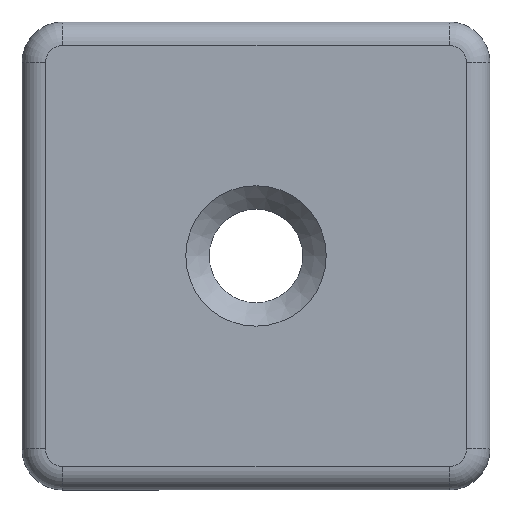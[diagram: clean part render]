
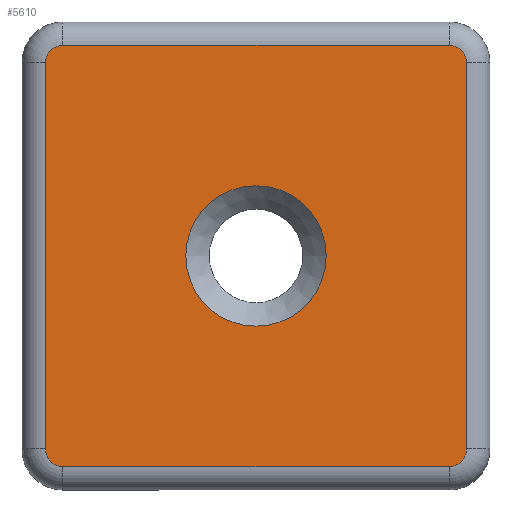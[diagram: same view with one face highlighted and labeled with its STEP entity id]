
A CAD part, top view. The second image highlights one B-rep face of the part: STEP entity #5610.
In plain terms, the highlighted planar face has unit normal (0, 0, 1).
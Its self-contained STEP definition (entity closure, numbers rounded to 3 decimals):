
#128 = CARTESIAN_POINT ( 'NONE',  ( 18., -16.5, 4. ) ) ;
#132 = ORIENTED_EDGE ( 'NONE', *, *, #1064, .T. ) ;
#308 = ORIENTED_EDGE ( 'NONE', *, *, #459, .T. ) ;
#329 = CIRCLE ( 'NONE', #6278, 1.5 ) ;
#459 = EDGE_CURVE ( 'NONE', #3598, #1972, #848, .T. ) ;
#598 = DIRECTION ( 'NONE',  ( 0., 0., 1. ) ) ;
#718 = AXIS2_PLACEMENT_3D ( 'NONE', #6350, #2326, #7019 ) ;
#722 = EDGE_CURVE ( 'NONE', #8652, #4242, #329, .T. ) ;
#824 = AXIS2_PLACEMENT_3D ( 'NONE', #3241, #7956, #3924 ) ;
#848 = CIRCLE ( 'NONE', #3747, 1.5 ) ;
#1064 = EDGE_CURVE ( 'NONE', #8117, #2633, #4946, .T. ) ;
#1125 = AXIS2_PLACEMENT_3D ( 'NONE', #4606, #598, #5293 ) ;
#1224 = PLANE ( 'NONE',  #8084 ) ;
#1274 = ORIENTED_EDGE ( 'NONE', *, *, #1622, .T. ) ;
#1296 = FACE_OUTER_BOUND ( 'NONE', #5960, .T. ) ;
#1387 = VERTEX_POINT ( 'NONE', #2297 ) ;
#1515 = VECTOR ( 'NONE', #1853, 1000. ) ;
#1555 = LINE ( 'NONE', #3613, #8505 ) ;
#1622 = EDGE_CURVE ( 'NONE', #3211, #8652, #1555, .T. ) ;
#1691 = DIRECTION ( 'NONE',  ( 0., 0., 1. ) ) ;
#1853 = DIRECTION ( 'NONE',  ( 0., 1., 0. ) ) ;
#1881 = ORIENTED_EDGE ( 'NONE', *, *, #4796, .T. ) ;
#1972 = VERTEX_POINT ( 'NONE', #128 ) ;
#2297 = CARTESIAN_POINT ( 'NONE',  ( 6., 0., 4. ) ) ;
#2314 = CARTESIAN_POINT ( 'NONE',  ( 16.5, 18., 4. ) ) ;
#2326 = DIRECTION ( 'NONE',  ( 0., 0., 1. ) ) ;
#2338 = DIRECTION ( 'NONE',  ( 1., 0., 0. ) ) ;
#2506 = CARTESIAN_POINT ( 'NONE',  ( -18., 16.5, 4. ) ) ;
#2573 = VECTOR ( 'NONE', #4756, 1000. ) ;
#2633 = VERTEX_POINT ( 'NONE', #6502 ) ;
#2642 = CIRCLE ( 'NONE', #718, 1.5 ) ;
#2865 = ORIENTED_EDGE ( 'NONE', *, *, #5392, .T. ) ;
#3211 = VERTEX_POINT ( 'NONE', #2506 ) ;
#3241 = CARTESIAN_POINT ( 'NONE',  ( 0., 0., 4. ) ) ;
#3310 = LINE ( 'NONE', #5893, #1515 ) ;
#3598 = VERTEX_POINT ( 'NONE', #5470 ) ;
#3613 = CARTESIAN_POINT ( 'NONE',  ( -18., -16.5, 4. ) ) ;
#3660 = VERTEX_POINT ( 'NONE', #7605 ) ;
#3662 = CARTESIAN_POINT ( 'NONE',  ( -16.5, -18., 4. ) ) ;
#3747 = AXIS2_PLACEMENT_3D ( 'NONE', #3900, #6586, #2338 ) ;
#3900 = CARTESIAN_POINT ( 'NONE',  ( 16.5, -16.5, 4. ) ) ;
#3924 = DIRECTION ( 'NONE',  ( 1., 0., 0. ) ) ;
#4007 = EDGE_LOOP ( 'NONE', ( #4864 ) ) ;
#4198 = DIRECTION ( 'NONE',  ( -1., 0., 0. ) ) ;
#4232 = EDGE_CURVE ( 'NONE', #3660, #8117, #2642, .T. ) ;
#4242 = VERTEX_POINT ( 'NONE', #3662 ) ;
#4599 = DIRECTION ( 'NONE',  ( 1., 0., 0. ) ) ;
#4606 = CARTESIAN_POINT ( 'NONE',  ( -16.5, 16.5, 4. ) ) ;
#4756 = DIRECTION ( 'NONE',  ( 1., 0., 0. ) ) ;
#4796 = EDGE_CURVE ( 'NONE', #2633, #3211, #6212, .T. ) ;
#4864 = ORIENTED_EDGE ( 'NONE', *, *, #6151, .F. ) ;
#4946 = LINE ( 'NONE', #8237, #8319 ) ;
#5293 = DIRECTION ( 'NONE',  ( 1., 0., 0. ) ) ;
#5341 = ORIENTED_EDGE ( 'NONE', *, *, #4232, .T. ) ;
#5392 = EDGE_CURVE ( 'NONE', #4242, #3598, #6141, .T. ) ;
#5470 = CARTESIAN_POINT ( 'NONE',  ( 16.5, -18., 4. ) ) ;
#5573 = EDGE_CURVE ( 'NONE', #1972, #3660, #3310, .T. ) ;
#5610 = ADVANCED_FACE ( 'NONE', ( #6453, #1296 ), #1224, .T. ) ;
#5668 = ORIENTED_EDGE ( 'NONE', *, *, #5573, .T. ) ;
#5682 = DIRECTION ( 'NONE',  ( 0., -1., 0. ) ) ;
#5736 = CARTESIAN_POINT ( 'NONE',  ( -16.5, -16.5, 4. ) ) ;
#5893 = CARTESIAN_POINT ( 'NONE',  ( 18., 16.5, 4. ) ) ;
#5960 = EDGE_LOOP ( 'NONE', ( #1881, #1274, #7038, #2865, #308, #5668, #5341, #132 ) ) ;
#6104 = CARTESIAN_POINT ( 'NONE',  ( 16.5, -18., 4. ) ) ;
#6141 = LINE ( 'NONE', #6104, #2573 ) ;
#6151 = EDGE_CURVE ( 'NONE', #1387, #1387, #8263, .T. ) ;
#6212 = CIRCLE ( 'NONE', #1125, 1.5 ) ;
#6278 = AXIS2_PLACEMENT_3D ( 'NONE', #5736, #1691, #6401 ) ;
#6350 = CARTESIAN_POINT ( 'NONE',  ( 16.5, 16.5, 4. ) ) ;
#6401 = DIRECTION ( 'NONE',  ( 1., 0., 0. ) ) ;
#6453 = FACE_BOUND ( 'NONE', #4007, .T. ) ;
#6502 = CARTESIAN_POINT ( 'NONE',  ( -16.5, 18., 4. ) ) ;
#6586 = DIRECTION ( 'NONE',  ( 0., 0., 1. ) ) ;
#7019 = DIRECTION ( 'NONE',  ( 1., 0., 0. ) ) ;
#7038 = ORIENTED_EDGE ( 'NONE', *, *, #722, .T. ) ;
#7605 = CARTESIAN_POINT ( 'NONE',  ( 18., 16.5, 4. ) ) ;
#7938 = CARTESIAN_POINT ( 'NONE',  ( -16.5, -16.5, 4. ) ) ;
#7956 = DIRECTION ( 'NONE',  ( 0., 0., 1. ) ) ;
#8084 = AXIS2_PLACEMENT_3D ( 'NONE', #7938, #8632, #4599 ) ;
#8117 = VERTEX_POINT ( 'NONE', #2314 ) ;
#8156 = CARTESIAN_POINT ( 'NONE',  ( -18., -16.5, 4. ) ) ;
#8237 = CARTESIAN_POINT ( 'NONE',  ( -16.5, 18., 4. ) ) ;
#8263 = CIRCLE ( 'NONE', #824, 6. ) ;
#8319 = VECTOR ( 'NONE', #4198, 1000. ) ;
#8505 = VECTOR ( 'NONE', #5682, 1000. ) ;
#8632 = DIRECTION ( 'NONE',  ( 0., 0., 1. ) ) ;
#8652 = VERTEX_POINT ( 'NONE', #8156 ) ;
